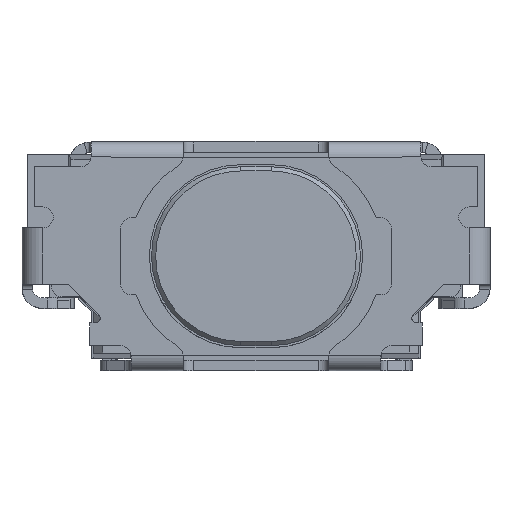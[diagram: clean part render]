
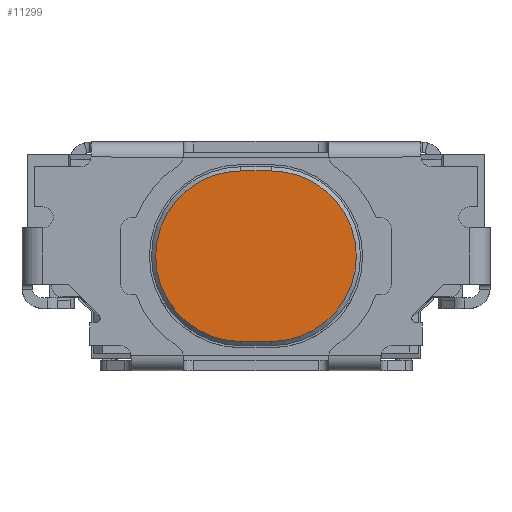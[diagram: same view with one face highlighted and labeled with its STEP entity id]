
A CAD part, top view. The second image highlights one B-rep face of the part: STEP entity #11299.
In plain terms, the highlighted planar face has unit normal (0, 0, 1).
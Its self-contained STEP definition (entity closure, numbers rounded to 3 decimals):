
#4115=DIRECTION('',(1.,0.,0.));
#4116=VECTOR('',#4115,0.29);
#4117=CARTESIAN_POINT('',(-0.145,-0.825,0.));
#4118=LINE('',#4117,#4116);
#4123=CARTESIAN_POINT('',(-0.145,-0.005,0.));
#4124=DIRECTION('',(0.,0.,-1.));
#4125=DIRECTION('',(0.,-1.,0.));
#4126=AXIS2_PLACEMENT_3D('',#4123,#4124,#4125);
#4128=CARTESIAN_POINT('',(0.145,-0.005,0.));
#4129=DIRECTION('',(0.,0.,-1.));
#4130=DIRECTION('',(0.,1.,0.));
#4131=AXIS2_PLACEMENT_3D('',#4128,#4129,#4130);
#4145=DIRECTION('',(-1.,0.,0.));
#4146=VECTOR('',#4145,0.29);
#4147=CARTESIAN_POINT('',(0.145,0.815,0.));
#4148=LINE('',#4147,#4146);
#6034=CARTESIAN_POINT('',(-0.145,-0.825,0.));
#6035=CARTESIAN_POINT('',(0.145,-0.825,0.));
#6036=VERTEX_POINT('',#6034);
#6037=VERTEX_POINT('',#6035);
#6038=CARTESIAN_POINT('',(-0.145,0.815,0.));
#6039=VERTEX_POINT('',#6038);
#6040=CARTESIAN_POINT('',(0.145,0.815,0.));
#6041=VERTEX_POINT('',#6040);
#11285=CARTESIAN_POINT('',(0.,-0.005,0.));
#11286=DIRECTION('',(0.,0.,1.));
#11287=DIRECTION('',(0.,-1.,0.));
#11288=AXIS2_PLACEMENT_3D('',#11285,#11286,#11287);
#11289=PLANE('',#11288);
#11290=ORIENTED_EDGE('',*,*,#11275,.F.);
#11292=ORIENTED_EDGE('',*,*,#11291,.T.);
#11294=ORIENTED_EDGE('',*,*,#11293,.F.);
#11296=ORIENTED_EDGE('',*,*,#11295,.T.);
#11297=EDGE_LOOP('',(#11290,#11292,#11294,#11296));
#11298=FACE_OUTER_BOUND('',#11297,.F.);
#4127=CIRCLE('',#4126,0.82);
#4132=CIRCLE('',#4131,0.82);
#11275=EDGE_CURVE('',#6036,#6037,#4118,.T.);
#11291=EDGE_CURVE('',#6036,#6039,#4127,.T.);
#11293=EDGE_CURVE('',#6041,#6039,#4148,.T.);
#11295=EDGE_CURVE('',#6041,#6037,#4132,.T.);
#11299=ADVANCED_FACE('',(#11298),#11289,.T.);
